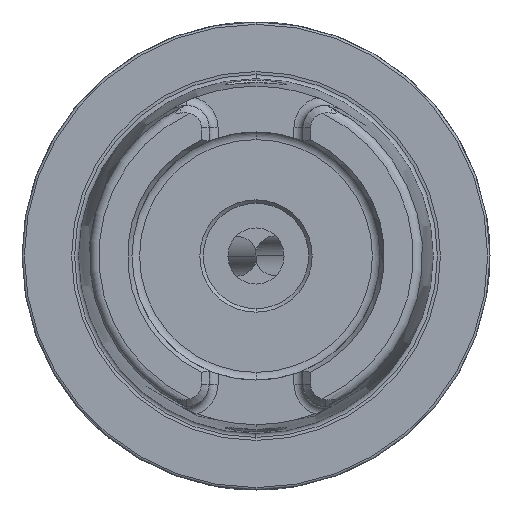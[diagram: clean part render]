
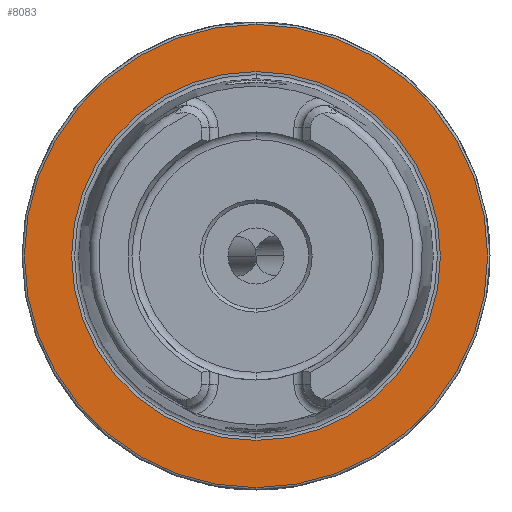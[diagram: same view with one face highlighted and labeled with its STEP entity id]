
A CAD part, left-side view. The second image highlights one B-rep face of the part: STEP entity #8083.
In plain terms, the highlighted planar face has unit normal (-1, 0, 0).
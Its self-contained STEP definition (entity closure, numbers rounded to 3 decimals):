
#587 = CARTESIAN_POINT ( 'NONE',  ( 0., 0., -39.405 ) ) ;
#592 = CARTESIAN_POINT ( 'NONE',  ( 0., 0., 39.405 ) ) ;
#594 = CARTESIAN_POINT ( 'NONE',  ( 0., 0., 49.5 ) ) ;
#595 = CARTESIAN_POINT ( 'NONE',  ( 0., 0., -49.5 ) ) ;
#1704 = FACE_BOUND ( 'NONE', #4554, .T. ) ;
#1707 = DIRECTION ( 'NONE',  ( 1., 0., 0. ) ) ;
#1709 = CARTESIAN_POINT ( 'NONE',  ( 0., 49.5, 0. ) ) ;
#1711 = FACE_OUTER_BOUND ( 'NONE', #4556, .T. ) ;
#1712 = PLANE ( 'NONE',  #2563 ) ;
#1714 = DIRECTION ( 'NONE',  ( 0., 0., -1. ) ) ;
#2023 = CARTESIAN_POINT ( 'NONE',  ( 0., 0., 0. ) ) ;
#2024 = DIRECTION ( 'NONE',  ( -1., 0., 0. ) ) ;
#2025 = DIRECTION ( 'NONE',  ( 0., 0., 1. ) ) ;
#2035 = CARTESIAN_POINT ( 'NONE',  ( 0., 0., 0. ) ) ;
#2036 = DIRECTION ( 'NONE',  ( -1., 0., 0. ) ) ;
#2037 = DIRECTION ( 'NONE',  ( 0., 0., 1. ) ) ;
#2551 = CARTESIAN_POINT ( 'NONE',  ( 0., 0., 0. ) ) ;
#2553 = DIRECTION ( 'NONE',  ( -1., 0., 0. ) ) ;
#2555 = DIRECTION ( 'NONE',  ( 0., 0., 1. ) ) ;
#2558 = CARTESIAN_POINT ( 'NONE',  ( 0., 0., 0. ) ) ;
#2560 = DIRECTION ( 'NONE',  ( -1., 0., 0. ) ) ;
#2562 = DIRECTION ( 'NONE',  ( 0., 0., 1. ) ) ;
#2563 = AXIS2_PLACEMENT_3D ( 'NONE', #1709, #1707, #1714 ) ;
#4554 = EDGE_LOOP ( 'NONE', ( #13808, #13806 ) ) ;
#4556 = EDGE_LOOP ( 'NONE', ( #13805, #13804 ) ) ;
#4729 = CIRCLE ( 'NONE', #4733, 39.405 ) ;
#4733 = AXIS2_PLACEMENT_3D ( 'NONE', #2023, #2024, #2025 ) ;
#4737 = CIRCLE ( 'NONE', #4740, 49.5 ) ;
#4740 = AXIS2_PLACEMENT_3D ( 'NONE', #2035, #2036, #2037 ) ;
#4814 = CIRCLE ( 'NONE', #4817, 49.5 ) ;
#4816 = CIRCLE ( 'NONE', #4819, 39.405 ) ;
#4817 = AXIS2_PLACEMENT_3D ( 'NONE', #2551, #2553, #2555 ) ;
#4819 = AXIS2_PLACEMENT_3D ( 'NONE', #2558, #2560, #2562 ) ;
#8083 = ADVANCED_FACE ( 'NONE', ( #1704, #1711 ), #1712, .F. ) ;
#11315 = VERTEX_POINT ( 'NONE', #587 ) ;
#11320 = VERTEX_POINT ( 'NONE', #592 ) ;
#11322 = VERTEX_POINT ( 'NONE', #594 ) ;
#11323 = VERTEX_POINT ( 'NONE', #595 ) ;
#13804 = ORIENTED_EDGE ( 'NONE', *, *, #16570, .T. ) ;
#13805 = ORIENTED_EDGE ( 'NONE', *, *, #16460, .T. ) ;
#13806 = ORIENTED_EDGE ( 'NONE', *, *, #16454, .F. ) ;
#13808 = ORIENTED_EDGE ( 'NONE', *, *, #16571, .F. ) ;
#16454 = EDGE_CURVE ( 'NONE', #11315, #11320, #4729, .T. ) ;
#16460 = EDGE_CURVE ( 'NONE', #11322, #11323, #4737, .T. ) ;
#16570 = EDGE_CURVE ( 'NONE', #11323, #11322, #4814, .T. ) ;
#16571 = EDGE_CURVE ( 'NONE', #11320, #11315, #4816, .T. ) ;
